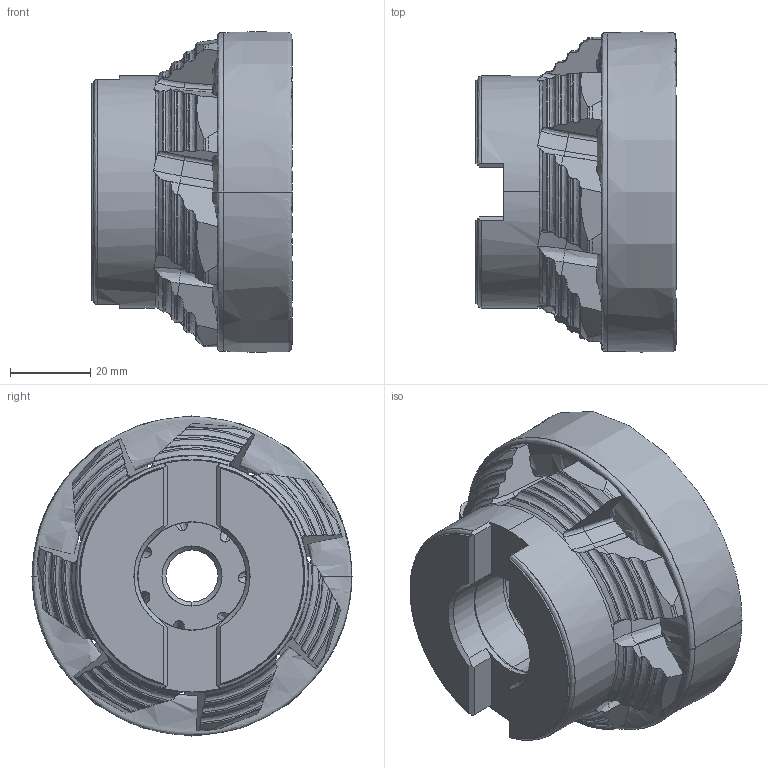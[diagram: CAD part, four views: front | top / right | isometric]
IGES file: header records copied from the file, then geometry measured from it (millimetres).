
Start section: SolidWorks IGES file using analytic representation for surfaces
Global section: file name: 90PP-080-49-7.IGS; native system: SolidWorks 2014; preprocessor: SolidWorks 2014; author: phk; date: 140512.092723; units: millimetre
Bounding box: 50.18 x 80 x 80 mm (x, y, z)
Surface area: 27343.6 mm2 (no closed solid volume)
Topology: 0 solids, 0 shells, 333 faces, 5710 edges, 5710 vertices
Faces by surface type: bspline 200, revolution 133
